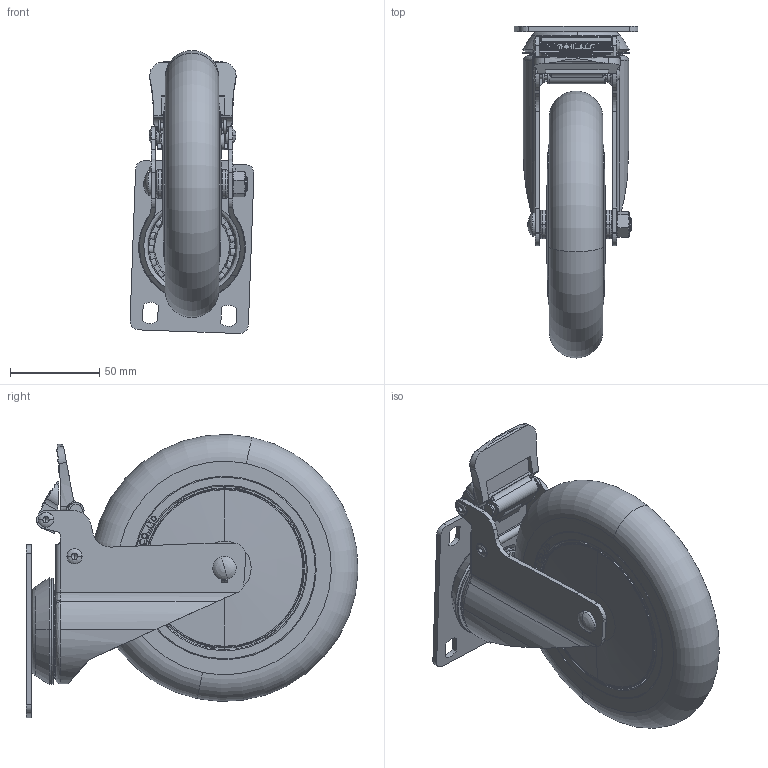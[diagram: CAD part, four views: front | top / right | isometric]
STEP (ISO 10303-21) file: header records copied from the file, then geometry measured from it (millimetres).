
FILE_DESCRIPTION (( 'STEP AP203' ), '1' );
FILE_NAME ('ACLU-150SFB.STEP', '2015-09-18T07:50:07', ( 'WON SINCHUL' ), ( 'Hewlett-Packard Company' ), 'SwSTEP 2.0', 'SolidWorks 2015', '' );
FILE_SCHEMA (( 'CONFIG_CONTROL_DESIGN' ));
Length unit declared in the file: millimetre
Products named in the file (1): ACLU-150SFB
Bounding box: 69.56 x 186.41 x 158.96 mm (x, y, z)
Volume: 484108.8 mm3; surface area: 198772 mm2
Topology: 23 solids, 23 shells, 1619 faces, 4466 edges, 2916 vertices
Faces by surface type: plane 837, cylinder 482, bspline 190, cone 66, torus 44
Entity records: 60898 total; most frequent: CARTESIAN_POINT 21271, ORIENTED_EDGE 8884, DIRECTION 7552, EDGE_CURVE 4442, VERTEX_POINT 2916, AXIS2_PLACEMENT_3D 2586, VECTOR 2380, LINE 2380
